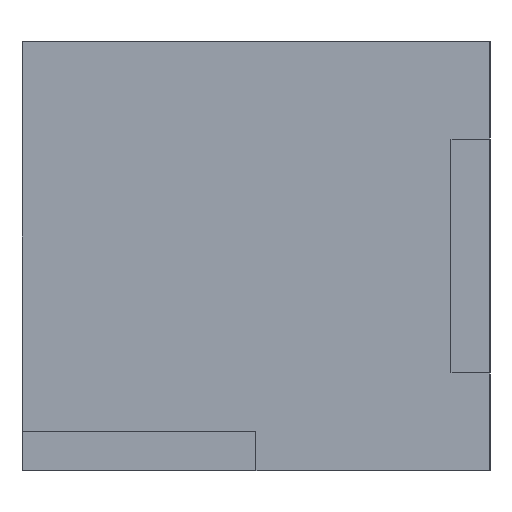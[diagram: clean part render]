
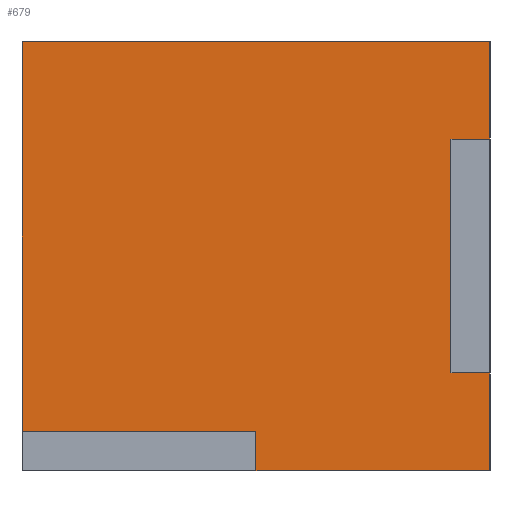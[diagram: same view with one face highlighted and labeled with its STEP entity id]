
A CAD part, left-side view. The second image highlights one B-rep face of the part: STEP entity #679.
In plain terms, the highlighted planar face has unit normal (-1, 0, 0).
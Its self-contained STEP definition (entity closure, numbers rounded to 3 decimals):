
#58=FACE_OUTER_BOUND('',#92,.T.);
#92=EDGE_LOOP('',(#558,#559,#560,#561,#562,#563,#564,#565,#566,#567));
#98=LINE('',#929,#184);
#102=LINE('',#937,#188);
#105=LINE('',#943,#191);
#109=LINE('',#952,#195);
#113=LINE('',#960,#199);
#159=LINE('',#1067,#245);
#173=LINE('',#1102,#259);
#174=LINE('',#1103,#260);
#175=LINE('',#1105,#261);
#176=LINE('',#1106,#262);
#184=VECTOR('',#753,10.);
#188=VECTOR('',#759,10.);
#191=VECTOR('',#764,10.);
#195=VECTOR('',#772,10.);
#199=VECTOR('',#778,10.);
#245=VECTOR('',#868,10.);
#259=VECTOR('',#904,10.);
#260=VECTOR('',#905,10.);
#261=VECTOR('',#906,10.);
#262=VECTOR('',#907,10.);
#270=VERTEX_POINT('',#927);
#271=VERTEX_POINT('',#928);
#274=VERTEX_POINT('',#936);
#276=VERTEX_POINT('',#942);
#278=VERTEX_POINT('',#950);
#279=VERTEX_POINT('',#951);
#282=VERTEX_POINT('',#959);
#320=VERTEX_POINT('',#1064);
#321=VERTEX_POINT('',#1066);
#332=VERTEX_POINT('',#1104);
#334=EDGE_CURVE('',#270,#271,#98,.T.);
#338=EDGE_CURVE('',#274,#270,#102,.T.);
#341=EDGE_CURVE('',#271,#276,#105,.T.);
#345=EDGE_CURVE('',#278,#279,#109,.T.);
#349=EDGE_CURVE('',#279,#282,#113,.T.);
#401=EDGE_CURVE('',#320,#321,#159,.T.);
#419=EDGE_CURVE('',#276,#321,#173,.T.);
#420=EDGE_CURVE('',#278,#320,#174,.T.);
#421=EDGE_CURVE('',#282,#332,#175,.T.);
#422=EDGE_CURVE('',#332,#274,#176,.T.);
#558=ORIENTED_EDGE('',*,*,#341,.T.);
#559=ORIENTED_EDGE('',*,*,#419,.T.);
#560=ORIENTED_EDGE('',*,*,#401,.F.);
#561=ORIENTED_EDGE('',*,*,#420,.F.);
#562=ORIENTED_EDGE('',*,*,#345,.T.);
#563=ORIENTED_EDGE('',*,*,#349,.T.);
#564=ORIENTED_EDGE('',*,*,#421,.T.);
#565=ORIENTED_EDGE('',*,*,#422,.T.);
#566=ORIENTED_EDGE('',*,*,#338,.T.);
#567=ORIENTED_EDGE('',*,*,#334,.T.);
#645=PLANE('',#743);
#679=ADVANCED_FACE('',(#58),#645,.T.);
#743=AXIS2_PLACEMENT_3D('',#1101,#902,#903);
#753=DIRECTION('',(0.,0.,1.));
#759=DIRECTION('',(0.,1.,0.));
#764=DIRECTION('',(0.,-1.,0.));
#772=DIRECTION('',(0.,-1.,0.));
#778=DIRECTION('',(0.,0.,-1.));
#868=DIRECTION('',(0.,-1.,0.));
#902=DIRECTION('center_axis',(-1.,0.,0.));
#903=DIRECTION('ref_axis',(0.,-1.,0.));
#904=DIRECTION('',(0.,0.,1.));
#905=DIRECTION('',(0.,0.,1.));
#906=DIRECTION('',(0.,-1.,0.));
#907=DIRECTION('',(0.,0.,1.));
#927=CARTESIAN_POINT('',(-50.,5.,12.5));
#928=CARTESIAN_POINT('',(-50.,5.,42.5));
#929=CARTESIAN_POINT('',(-50.,5.,6.25));
#936=CARTESIAN_POINT('',(-50.,0.,12.5));
#937=CARTESIAN_POINT('',(-50.,30.,12.5));
#942=CARTESIAN_POINT('',(-50.,0.,42.5));
#943=CARTESIAN_POINT('',(-50.,32.5,42.5));
#950=CARTESIAN_POINT('',(-50.,60.,5.));
#951=CARTESIAN_POINT('',(-50.,30.,5.));
#952=CARTESIAN_POINT('',(-50.,60.,5.));
#959=CARTESIAN_POINT('',(-50.,30.,0.));
#960=CARTESIAN_POINT('',(-50.,30.,2.5));
#1064=CARTESIAN_POINT('',(-50.,60.,55.));
#1066=CARTESIAN_POINT('',(-50.,0.,55.));
#1067=CARTESIAN_POINT('',(-50.,60.,55.));
#1101=CARTESIAN_POINT('Origin',(-50.,60.,0.));
#1102=CARTESIAN_POINT('',(-50.,0.,0.));
#1103=CARTESIAN_POINT('',(-50.,60.,0.));
#1104=CARTESIAN_POINT('',(-50.,0.,0.));
#1105=CARTESIAN_POINT('',(-50.,60.,0.));
#1106=CARTESIAN_POINT('',(-50.,0.,0.));
